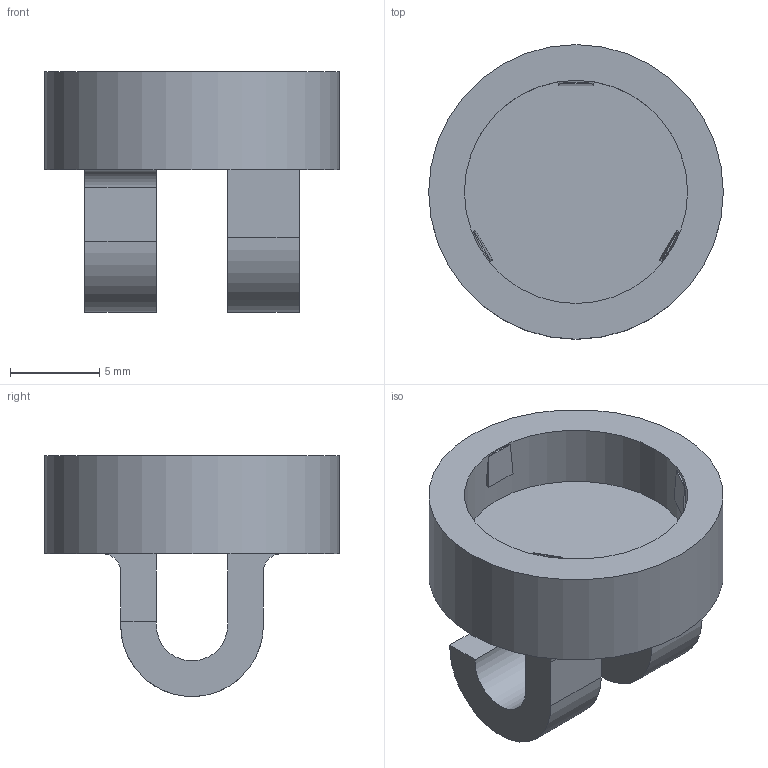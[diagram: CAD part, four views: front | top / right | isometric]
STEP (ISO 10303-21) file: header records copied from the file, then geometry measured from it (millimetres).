
FILE_DESCRIPTION(/* description */ (''),/* implementation_level */ '2;1');
FILE_NAME(/* name */ '4mm cable maganet clip.step',/* time_stamp */ '2018-11-16T15:44:06+08:00',/* author */ ('hhlu4HJWH'),/* organization */ (''),/* preprocessor_version */ 'ST-DEVELOPER v17.2',/* originating_system */ 'Autodesk Translation Framework v7.6.0.251',/* authorisation */ '');
FILE_SCHEMA (('AUTOMOTIVE_DESIGN { 1 0 10303 214 3 1 1 }'));
Length unit declared in the file: millimetre
Products named in the file (1): clip3
Bounding box: 16.5 x 16.5 x 13.49 mm (x, y, z)
Volume: 967.8 mm3; surface area: 1199.6 mm2
Topology: 4 solids, 4 shells, 41 faces, 90 edges, 60 vertices
Faces by surface type: plane 30, cylinder 8, cone 3
Full cylindrical faces by diameter (mm): 12.5 x1, 16.5 x1
Entity records: 1192 total; most frequent: CARTESIAN_POINT 213, DIRECTION 196, ORIENTED_EDGE 186, EDGE_CURVE 93, AXIS2_PLACEMENT_3D 67, VERTEX_POINT 66, LINE 62, VECTOR 62
